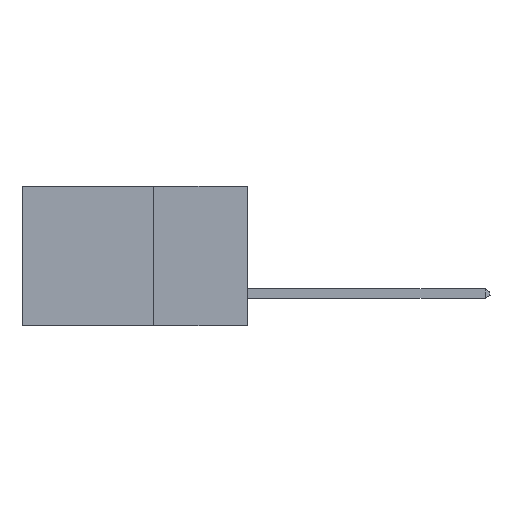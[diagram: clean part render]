
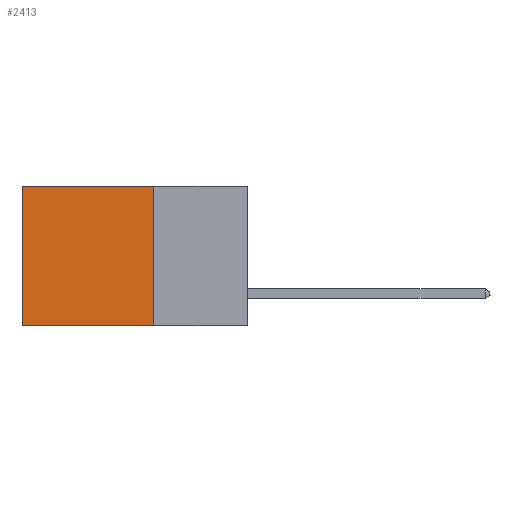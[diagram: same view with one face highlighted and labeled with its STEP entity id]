
A CAD part, left-side view. The second image highlights one B-rep face of the part: STEP entity #2413.
In plain terms, the highlighted planar face has unit normal (-1, 0, 0).
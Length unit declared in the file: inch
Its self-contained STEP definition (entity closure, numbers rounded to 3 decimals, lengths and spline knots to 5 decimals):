
#59 = ORIENTED_EDGE ( 'NONE', *, *, #11178, .T. ) ;
#1107 = VERTEX_POINT ( 'NONE', #8874 ) ;
#1292 = CARTESIAN_POINT ( 'NONE',  ( 0.298, 0.25, 0. ) ) ;
#1347 = VECTOR ( 'NONE', #11716, 39.37008 ) ;
#2291 = FACE_OUTER_BOUND ( 'NONE', #9751, .T. ) ;
#2413 = ADVANCED_FACE ( 'NONE', ( #2291 ), #12212, .F. ) ;
#2467 = CARTESIAN_POINT ( 'NONE',  ( 0.298, 0.6, 0. ) ) ;
#2955 = VECTOR ( 'NONE', #11337, 39.37008 ) ;
#2992 = EDGE_CURVE ( 'NONE', #1107, #3179, #6095, .T. ) ;
#3179 = VERTEX_POINT ( 'NONE', #5273 ) ;
#3916 = EDGE_CURVE ( 'NONE', #7739, #8781, #11029, .T. ) ;
#3926 = ORIENTED_EDGE ( 'NONE', *, *, #2992, .T. ) ;
#4183 = VECTOR ( 'NONE', #7439, 39.37008 ) ;
#4200 = DIRECTION ( 'NONE',  ( 1., 0., 0. ) ) ;
#4827 = CARTESIAN_POINT ( 'NONE',  ( 0.298, 0.25, 0. ) ) ;
#4871 = CARTESIAN_POINT ( 'NONE',  ( 0.298, 0.6, -0.37 ) ) ;
#5273 = CARTESIAN_POINT ( 'NONE',  ( 0.298, 0.6, 0. ) ) ;
#5484 = VECTOR ( 'NONE', #5975, 39.37008 ) ;
#5585 = LINE ( 'NONE', #2467, #2955 ) ;
#5975 = DIRECTION ( 'NONE',  ( 0., 1., 0. ) ) ;
#6095 = LINE ( 'NONE', #4827, #1347 ) ;
#6623 = EDGE_CURVE ( 'NONE', #1107, #7739, #10800, .T. ) ;
#7439 = DIRECTION ( 'NONE',  ( 0., 0., -1. ) ) ;
#7739 = VERTEX_POINT ( 'NONE', #11642 ) ;
#8781 = VERTEX_POINT ( 'NONE', #4871 ) ;
#8874 = CARTESIAN_POINT ( 'NONE',  ( 0.298, 0.25, 0. ) ) ;
#9058 = CARTESIAN_POINT ( 'NONE',  ( 0.298, 0.25, 0. ) ) ;
#9232 = AXIS2_PLACEMENT_3D ( 'NONE', #9058, #4200, #11097 ) ;
#9751 = EDGE_LOOP ( 'NONE', ( #59, #11514, #12266, #3926 ) ) ;
#10800 = LINE ( 'NONE', #1292, #4183 ) ;
#11029 = LINE ( 'NONE', #11883, #5484 ) ;
#11097 = DIRECTION ( 'NONE',  ( 0., 0., -1. ) ) ;
#11178 = EDGE_CURVE ( 'NONE', #3179, #8781, #5585, .T. ) ;
#11337 = DIRECTION ( 'NONE',  ( 0., 0., -1. ) ) ;
#11514 = ORIENTED_EDGE ( 'NONE', *, *, #3916, .F. ) ;
#11642 = CARTESIAN_POINT ( 'NONE',  ( 0.298, 0.25, -0.37 ) ) ;
#11716 = DIRECTION ( 'NONE',  ( 0., 1., 0. ) ) ;
#11883 = CARTESIAN_POINT ( 'NONE',  ( 0.298, 0.25, -0.37 ) ) ;
#12212 = PLANE ( 'NONE',  #9232 ) ;
#12266 = ORIENTED_EDGE ( 'NONE', *, *, #6623, .F. ) ;
